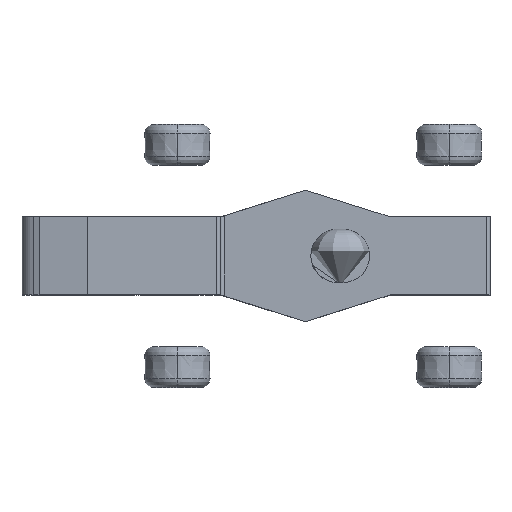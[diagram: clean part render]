
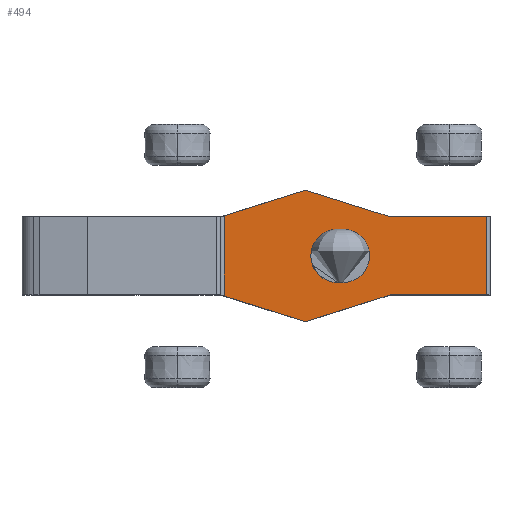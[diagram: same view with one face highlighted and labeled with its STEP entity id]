
A CAD part, top view. The second image highlights one B-rep face of the part: STEP entity #494.
In plain terms, the highlighted planar face has unit normal (0, 0, 1).
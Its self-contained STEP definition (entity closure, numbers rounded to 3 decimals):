
#70=CARTESIAN_POINT('Vertex',(901.321,150.,500.)) ;
#73=CARTESIAN_POINT('Axis2P3D Location',(901.321,0.,500.)) ;
#77=CARTESIAN_POINT('Vertex',(751.321,0.,500.)) ;
#80=CARTESIAN_POINT('Axis2P3D Location',(901.321,0.,500.)) ;
#84=CARTESIAN_POINT('Vertex',(901.321,-150.,500.)) ;
#105=CARTESIAN_POINT('Line Origine',(916.321,150.,500.)) ;
#109=CARTESIAN_POINT('Vertex',(931.321,150.,500.)) ;
#147=CARTESIAN_POINT('Vertex',(931.321,-150.,500.)) ;
#150=CARTESIAN_POINT('Axis2P3D Location',(931.321,0.,500.)) ;
#154=CARTESIAN_POINT('Vertex',(1081.321,0.,500.)) ;
#157=CARTESIAN_POINT('Axis2P3D Location',(931.321,0.,500.)) ;
#181=CARTESIAN_POINT('Vertex',(1196.97,220.,500.)) ;
#195=CARTESIAN_POINT('Vertex',(720.,370.,500.)) ;
#198=CARTESIAN_POINT('Line Origine',(958.485,295.,500.)) ;
#388=CARTESIAN_POINT('Line Origine',(1468.13,220.,500.)) ;
#392=CARTESIAN_POINT('Vertex',(1739.291,220.,500.)) ;
#414=CARTESIAN_POINT('Line Origine',(1739.291,185.,500.)) ;
#418=CARTESIAN_POINT('Vertex',(1739.291,-220.,500.)) ;
#433=CARTESIAN_POINT('Axis2P3D Location',(0.,0.,500.)) ;
#438=CARTESIAN_POINT('Line Origine',(958.485,-295.,500.)) ;
#442=CARTESIAN_POINT('Vertex',(1196.97,-220.,500.)) ;
#444=CARTESIAN_POINT('Vertex',(720.,-370.,500.)) ;
#447=CARTESIAN_POINT('Line Origine',(1468.13,-220.,500.)) ;
#452=CARTESIAN_POINT('Line Origine',(491.515,298.145,500.)) ;
#456=CARTESIAN_POINT('Vertex',(263.03,226.29,500.)) ;
#459=CARTESIAN_POINT('Line Origine',(263.03,0.,500.)) ;
#463=CARTESIAN_POINT('Vertex',(263.03,-226.29,500.)) ;
#466=CARTESIAN_POINT('Line Origine',(491.515,-298.145,500.)) ;
#481=CARTESIAN_POINT('Line Origine',(916.321,-150.,500.)) ;
#74=DIRECTION('Axis2P3D Direction',(0.,0.,-1.)) ;
#81=DIRECTION('Axis2P3D Direction',(0.,0.,-1.)) ;
#106=DIRECTION('Vector Direction',(-1.,0.,0.)) ;
#151=DIRECTION('Axis2P3D Direction',(0.,0.,-1.)) ;
#158=DIRECTION('Axis2P3D Direction',(0.,0.,-1.)) ;
#199=DIRECTION('Vector Direction',(0.954,-0.3,0.)) ;
#389=DIRECTION('Vector Direction',(-1.,0.,0.)) ;
#415=DIRECTION('Vector Direction',(0.,-1.,0.)) ;
#434=DIRECTION('Axis2P3D Direction',(0.,0.,1.)) ;
#435=DIRECTION('Axis2P3D XDirection',(1.,0.,0.)) ;
#439=DIRECTION('Vector Direction',(0.954,0.3,0.)) ;
#448=DIRECTION('Vector Direction',(-1.,0.,0.)) ;
#453=DIRECTION('Vector Direction',(0.954,0.3,0.)) ;
#460=DIRECTION('Vector Direction',(0.,1.,0.)) ;
#467=DIRECTION('Vector Direction',(0.954,-0.3,0.)) ;
#482=DIRECTION('Vector Direction',(-1.,0.,0.)) ;
#75=AXIS2_PLACEMENT_3D('Circle Axis2P3D',#73,#74,$) ;
#82=AXIS2_PLACEMENT_3D('Circle Axis2P3D',#80,#81,$) ;
#152=AXIS2_PLACEMENT_3D('Circle Axis2P3D',#150,#151,$) ;
#159=AXIS2_PLACEMENT_3D('Circle Axis2P3D',#157,#158,$) ;
#436=AXIS2_PLACEMENT_3D('Plane Axis2P3D',#433,#434,#435) ;
#472=ORIENTED_EDGE('',*,*,#446,.F.) ;
#473=ORIENTED_EDGE('',*,*,#451,.F.) ;
#474=ORIENTED_EDGE('',*,*,#420,.F.) ;
#475=ORIENTED_EDGE('',*,*,#394,.T.) ;
#476=ORIENTED_EDGE('',*,*,#202,.T.) ;
#477=ORIENTED_EDGE('',*,*,#458,.T.) ;
#478=ORIENTED_EDGE('',*,*,#465,.F.) ;
#479=ORIENTED_EDGE('',*,*,#470,.F.) ;
#487=ORIENTED_EDGE('',*,*,#79,.F.) ;
#488=ORIENTED_EDGE('',*,*,#111,.F.) ;
#489=ORIENTED_EDGE('',*,*,#161,.F.) ;
#490=ORIENTED_EDGE('',*,*,#156,.T.) ;
#491=ORIENTED_EDGE('',*,*,#485,.T.) ;
#492=ORIENTED_EDGE('',*,*,#86,.T.) ;
#493=FACE_BOUND('',#486,.T.) ;
#107=VECTOR('Line Direction',#106,1.) ;
#200=VECTOR('Line Direction',#199,1.) ;
#390=VECTOR('Line Direction',#389,1.) ;
#416=VECTOR('Line Direction',#415,1.) ;
#440=VECTOR('Line Direction',#439,1.) ;
#449=VECTOR('Line Direction',#448,1.) ;
#454=VECTOR('Line Direction',#453,1.) ;
#461=VECTOR('Line Direction',#460,1.) ;
#468=VECTOR('Line Direction',#467,1.) ;
#483=VECTOR('Line Direction',#482,1.) ;
#494=ADVANCED_FACE('PartBody',(#480,#493),#437,.T.) ;
#76=CIRCLE('generated circle',#75,150.) ;
#83=CIRCLE('generated circle',#82,150.) ;
#153=CIRCLE('generated circle',#152,150.) ;
#160=CIRCLE('generated circle',#159,150.) ;
#79=EDGE_CURVE('',#71,#78,#76,.F.) ;
#86=EDGE_CURVE('',#85,#78,#83,.T.) ;
#111=EDGE_CURVE('',#110,#71,#108,.T.) ;
#156=EDGE_CURVE('',#155,#148,#153,.T.) ;
#161=EDGE_CURVE('',#155,#110,#160,.F.) ;
#202=EDGE_CURVE('',#182,#196,#201,.F.) ;
#394=EDGE_CURVE('',#393,#182,#391,.T.) ;
#420=EDGE_CURVE('',#393,#419,#417,.T.) ;
#446=EDGE_CURVE('',#443,#445,#441,.F.) ;
#451=EDGE_CURVE('',#419,#443,#450,.T.) ;
#458=EDGE_CURVE('',#196,#457,#455,.F.) ;
#465=EDGE_CURVE('',#464,#457,#462,.T.) ;
#470=EDGE_CURVE('',#445,#464,#469,.F.) ;
#485=EDGE_CURVE('',#148,#85,#484,.T.) ;
#471=EDGE_LOOP('',(#472,#473,#474,#475,#476,#477,#478,#479)) ;
#486=EDGE_LOOP('',(#487,#488,#489,#490,#491,#492)) ;
#480=FACE_OUTER_BOUND('',#471,.T.) ;
#108=LINE('Line',#105,#107) ;
#201=LINE('Line',#198,#200) ;
#391=LINE('Line',#388,#390) ;
#417=LINE('Line',#414,#416) ;
#441=LINE('Line',#438,#440) ;
#450=LINE('Line',#447,#449) ;
#455=LINE('Line',#452,#454) ;
#462=LINE('Line',#459,#461) ;
#469=LINE('Line',#466,#468) ;
#484=LINE('Line',#481,#483) ;
#437=PLANE('',#436) ;
#71=VERTEX_POINT('',#70) ;
#78=VERTEX_POINT('',#77) ;
#85=VERTEX_POINT('',#84) ;
#110=VERTEX_POINT('',#109) ;
#148=VERTEX_POINT('',#147) ;
#155=VERTEX_POINT('',#154) ;
#182=VERTEX_POINT('',#181) ;
#196=VERTEX_POINT('',#195) ;
#393=VERTEX_POINT('',#392) ;
#419=VERTEX_POINT('',#418) ;
#443=VERTEX_POINT('',#442) ;
#445=VERTEX_POINT('',#444) ;
#457=VERTEX_POINT('',#456) ;
#464=VERTEX_POINT('',#463) ;
